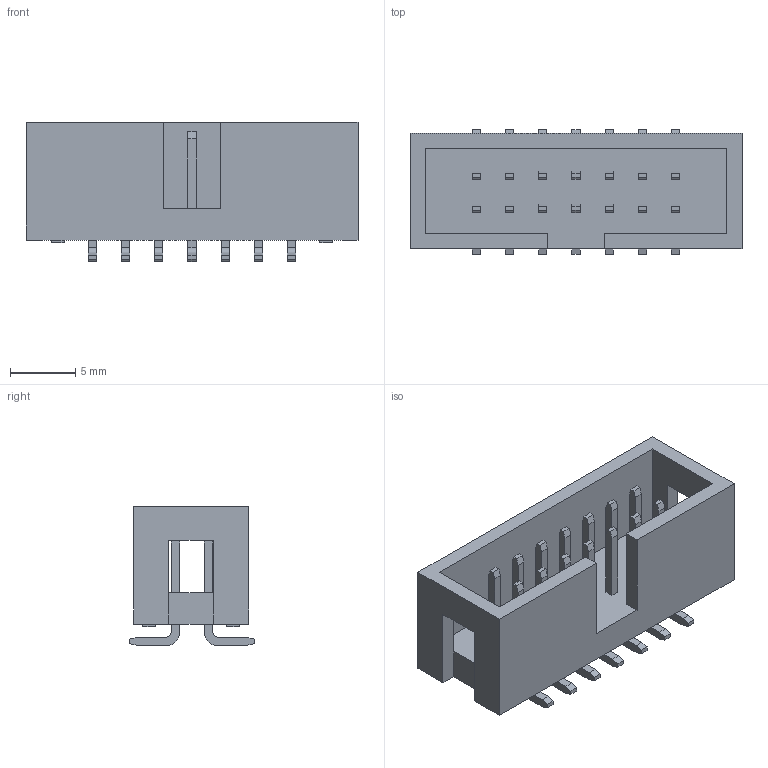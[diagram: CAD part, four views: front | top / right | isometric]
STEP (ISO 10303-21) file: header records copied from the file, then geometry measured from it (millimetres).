
FILE_DESCRIPTION(('STEP AP203'),'1');
FILE_NAME('header_awhw14g-smd.stp','2020-09-11T10:58:11',('TraceParts'),('TraceParts S.A.'),'Spatial InterOp 3D',' ',' ');
FILE_SCHEMA(('CONFIG_CONTROL_DESIGN'));
Length unit declared in the file: millimetre
Products named in the file (1): 1
Bounding box: 25.4 x 9.5 x 10.64 mm (x, y, z)
Volume: 996.2 mm3; surface area: 1752 mm2
Topology: 1 solids, 1 shells, 294 faces, 788 edges, 524 vertices
Faces by surface type: plane 266, cylinder 28
Entity records: 9088 total; most frequent: CARTESIAN_POINT 1607, ORIENTED_EDGE 1576, DIRECTION 1434, EDGE_CURVE 788, LINE 732, VECTOR 732, VERTEX_POINT 524, AXIS2_PLACEMENT_3D 351
